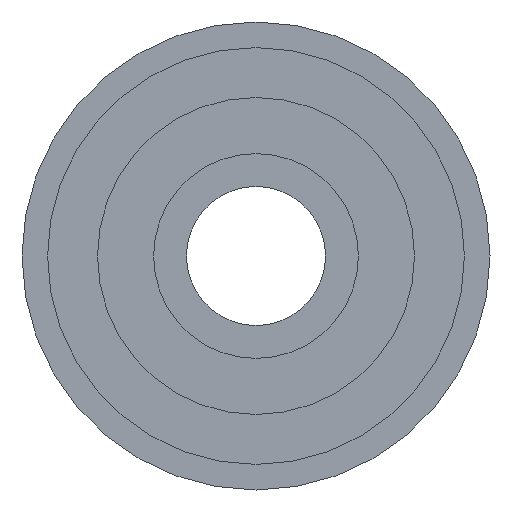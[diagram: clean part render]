
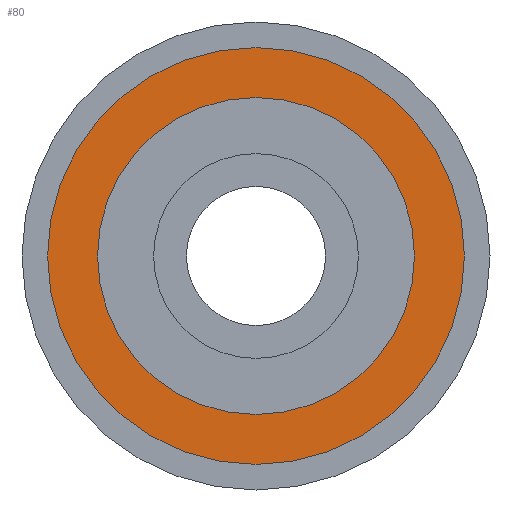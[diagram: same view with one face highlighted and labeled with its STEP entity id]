
A CAD part, front view. The second image highlights one B-rep face of the part: STEP entity #80.
In plain terms, the highlighted planar face has unit normal (0, -1, 0).
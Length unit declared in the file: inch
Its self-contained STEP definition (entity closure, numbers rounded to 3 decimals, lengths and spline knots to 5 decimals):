
#1 = CARTESIAN_POINT ( 'NONE',  ( 0., 0., 0. ) ) ;
#35 = CARTESIAN_POINT ( 'NONE',  ( 0., 0., 0.23602 ) ) ;
#41 = CARTESIAN_POINT ( 'NONE',  ( 0., 0., 0. ) ) ;
#52 = DIRECTION ( 'NONE',  ( 0., 0., -1. ) ) ;
#57 = ORIENTED_EDGE ( 'NONE', *, *, #590, .F. ) ;
#80 = ADVANCED_FACE ( 'NONE', ( #143, #574 ), #609, .F. ) ;
#86 = DIRECTION ( 'NONE',  ( 0., 0., 1. ) ) ;
#96 = DIRECTION ( 'NONE',  ( 0., 1., 0. ) ) ;
#99 = DIRECTION ( 'NONE',  ( 0., 1., 0. ) ) ;
#138 = CARTESIAN_POINT ( 'NONE',  ( 0., 0., 0. ) ) ;
#140 = EDGE_CURVE ( 'NONE', #651, #432, #364, .T. ) ;
#143 = FACE_BOUND ( 'NONE', #224, .T. ) ;
#174 = AXIS2_PLACEMENT_3D ( 'NONE', #41, #395, #86 ) ;
#196 = DIRECTION ( 'NONE',  ( 0., 0., -1. ) ) ;
#211 = AXIS2_PLACEMENT_3D ( 'NONE', #413, #99, #464 ) ;
#214 = AXIS2_PLACEMENT_3D ( 'NONE', #138, #501, #196 ) ;
#224 = EDGE_LOOP ( 'NONE', ( #439, #383 ) ) ;
#295 = CARTESIAN_POINT ( 'NONE',  ( 0., 0., 0.1795 ) ) ;
#306 = CIRCLE ( 'NONE', #211, 0.23602 ) ;
#332 = DIRECTION ( 'NONE',  ( 0., 0., 1. ) ) ;
#335 = EDGE_LOOP ( 'NONE', ( #409, #57 ) ) ;
#364 = CIRCLE ( 'NONE', #404, 0.1795 ) ;
#365 = DIRECTION ( 'NONE',  ( 0., -1., 0. ) ) ;
#367 = CARTESIAN_POINT ( 'NONE',  ( 0., 0., 0. ) ) ;
#383 = ORIENTED_EDGE ( 'NONE', *, *, #577, .F. ) ;
#395 = DIRECTION ( 'NONE',  ( 0., 1., 0. ) ) ;
#404 = AXIS2_PLACEMENT_3D ( 'NONE', #1, #365, #52 ) ;
#409 = ORIENTED_EDGE ( 'NONE', *, *, #650, .F. ) ;
#413 = CARTESIAN_POINT ( 'NONE',  ( 0., 0., 0. ) ) ;
#432 = VERTEX_POINT ( 'NONE', #295 ) ;
#439 = ORIENTED_EDGE ( 'NONE', *, *, #140, .F. ) ;
#448 = AXIS2_PLACEMENT_3D ( 'NONE', #367, #96, #332 ) ;
#464 = DIRECTION ( 'NONE',  ( 0., 0., 1. ) ) ;
#465 = CARTESIAN_POINT ( 'NONE',  ( 0., 0., -0.23602 ) ) ;
#501 = DIRECTION ( 'NONE',  ( 0., -1., 0. ) ) ;
#515 = CIRCLE ( 'NONE', #174, 0.23602 ) ;
#550 = CARTESIAN_POINT ( 'NONE',  ( 0., 0., -0.1795 ) ) ;
#566 = CIRCLE ( 'NONE', #214, 0.1795 ) ;
#574 = FACE_OUTER_BOUND ( 'NONE', #335, .T. ) ;
#577 = EDGE_CURVE ( 'NONE', #432, #651, #566, .T. ) ;
#590 = EDGE_CURVE ( 'NONE', #649, #623, #306, .T. ) ;
#609 = PLANE ( 'NONE',  #448 ) ;
#623 = VERTEX_POINT ( 'NONE', #465 ) ;
#649 = VERTEX_POINT ( 'NONE', #35 ) ;
#650 = EDGE_CURVE ( 'NONE', #623, #649, #515, .T. ) ;
#651 = VERTEX_POINT ( 'NONE', #550 ) ;
